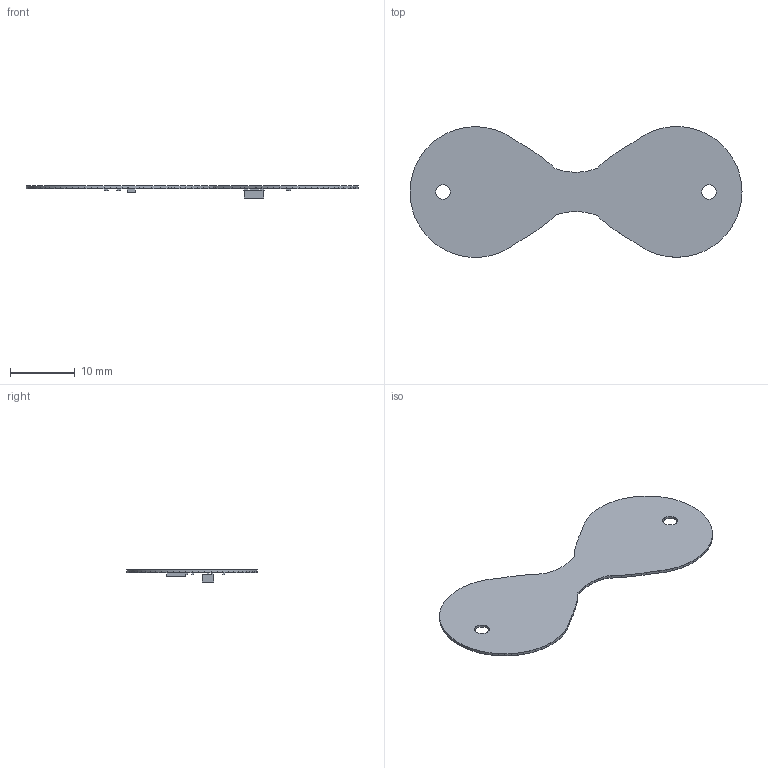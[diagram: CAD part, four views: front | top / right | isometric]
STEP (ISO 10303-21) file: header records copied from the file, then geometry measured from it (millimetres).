
FILE_DESCRIPTION(('Open CASCADE Model'),'2;1');
FILE_NAME('Open CASCADE Shape Model','2024-11-11T15:11:59',('Author'),( 'Open CASCADE'),'Open CASCADE STEP processor 6.5','Open CASCADE 6.5' ,'Unknown');
FILE_SCHEMA(('AUTOMOTIVE_DESIGN { 1 0 10303 214 1 1 1 1 }'));
Length unit declared in the file: millimetre
Products named in the file (18): PCB; Board; C1; User_Library-Chip_Cap_MLCC_0201_(0603); C4; C3; C2; C11; C12; Q3; 500089616; Extruded; Q4; 500089744; U3; 500054032
Assembly tree (22 placements, depth 4):
  PCB
    Board
    C1
      User_Library-Chip_Cap_MLCC_0201_(0603)
    C4
      User_Library-Chip_Cap_MLCC_0201_(0603)
    C3
      User_Library-Chip_Cap_MLCC_0201_(0603)
    C2
      User_Library-Chip_Cap_MLCC_0201_(0603)
    C11
      User_Library-Chip_Cap_MLCC_0201_(0603)
    C12
      User_Library-Chip_Cap_MLCC_0201_(0603)
    Q3
      500089616
        Extruded
    Q4
      500089744
        Extruded
    U3
      500054032
        Extruded
Bounding box: 51.09 x 20.11 x 1.86 mm (x, y, z)
Volume: 309.7 mm3; surface area: 1565.5 mm2
Topology: 10 solids, 10 shells, 418 faces, 1062 edges, 628 vertices
Faces by surface type: plane 248, cylinder 122, bspline 48
Full cylindrical faces by diameter (mm): 2.25 x2
Entity records: 14621 total; most frequent: CARTESIAN_POINT 3318, DIRECTION 1956, LINE 1434, VECTOR 1434, ORIENTED_EDGE 1068, PCURVE 1068, DEFINITIONAL_REPRESENTATION 1068, EDGE_CURVE 534
